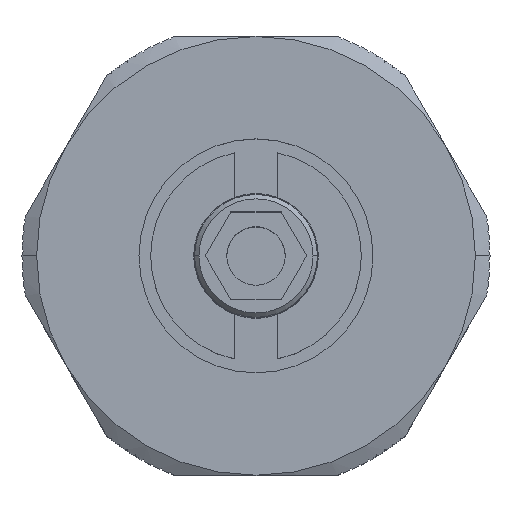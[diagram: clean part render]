
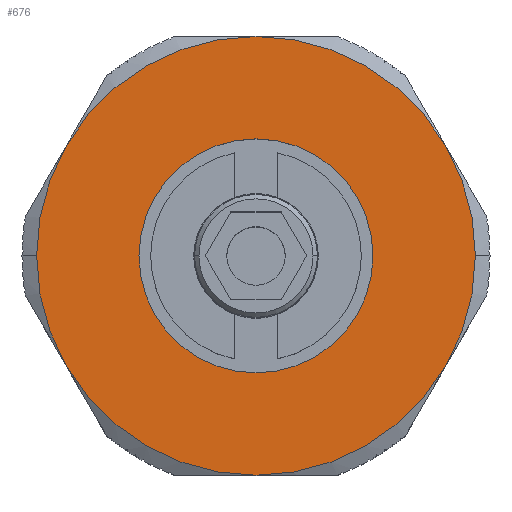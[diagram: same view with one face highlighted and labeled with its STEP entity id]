
A CAD part, top view. The second image highlights one B-rep face of the part: STEP entity #676.
In plain terms, the highlighted planar face has unit normal (0, 0, 1).
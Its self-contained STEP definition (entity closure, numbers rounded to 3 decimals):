
#676=ADVANCED_FACE('',(#1364,#1365),#1366,.T.);
#1364=FACE_BOUND('',#2059,.T.);
#1365=FACE_OUTER_BOUND('',#2060,.T.);
#1366=PLANE('',#2061);
#2059=EDGE_LOOP('',(#4132,#4133));
#2060=EDGE_LOOP('',(#4134,#4135,#4136,#4137,#4138,#4139,#4140,#4141));
#2061=AXIS2_PLACEMENT_3D('',#4142,#4143,#4144);
#4132=ORIENTED_EDGE('',*,*,#4369,.T.);
#4133=ORIENTED_EDGE('',*,*,#4478,.T.);
#4134=ORIENTED_EDGE('',*,*,#4664,.T.);
#4135=ORIENTED_EDGE('',*,*,#4346,.T.);
#4136=ORIENTED_EDGE('',*,*,#4582,.T.);
#4137=ORIENTED_EDGE('',*,*,#5073,.T.);
#4138=ORIENTED_EDGE('',*,*,#4295,.T.);
#4139=ORIENTED_EDGE('',*,*,#4966,.T.);
#4140=ORIENTED_EDGE('',*,*,#4882,.T.);
#4141=ORIENTED_EDGE('',*,*,#4773,.T.);
#4142=CARTESIAN_POINT('',(7.5,0.,53.6));
#4143=DIRECTION('',(-0.0,0.,1.0));
#4144=DIRECTION('',(1.0,0.0,0.0));
#4295=EDGE_CURVE('',#5174,#5171,#5175,.T.);
#4346=EDGE_CURVE('',#5241,#5269,#5271,.T.);
#4369=EDGE_CURVE('',#5312,#5309,#5313,.T.);
#4478=EDGE_CURVE('',#5309,#5312,#5471,.T.);
#4582=EDGE_CURVE('',#5269,#5626,#5628,.T.);
#4664=EDGE_CURVE('',#5737,#5241,#5738,.T.);
#4773=EDGE_CURVE('',#5900,#5737,#5901,.T.);
#4882=EDGE_CURVE('',#6063,#5900,#6064,.T.);
#4966=EDGE_CURVE('',#5171,#6063,#6175,.T.);
#5073=EDGE_CURVE('',#5626,#5174,#6333,.T.);
#5171=VERTEX_POINT('',#6578);
#5174=VERTEX_POINT('',#6582);
#5175=CIRCLE('',#6583,15.0);
#5241=VERTEX_POINT('',#6818);
#5269=VERTEX_POINT('',#6919);
#5271=CIRCLE('',#6932,15.0);
#5309=VERTEX_POINT('',#7056);
#5312=VERTEX_POINT('',#7060);
#5313=CIRCLE('',#7061,8.0);
#5471=CIRCLE('',#7264,8.0);
#5626=VERTEX_POINT('',#7753);
#5628=CIRCLE('',#7766,15.0);
#5737=VERTEX_POINT('',#8066);
#5738=CIRCLE('',#8067,15.0);
#5900=VERTEX_POINT('',#8587);
#5901=CIRCLE('',#8588,15.0);
#6063=VERTEX_POINT('',#9108);
#6064=CIRCLE('',#9109,15.0);
#6175=CIRCLE('',#9422,15.0);
#6333=CIRCLE('',#9927,15.0);
#6578=CARTESIAN_POINT('',(-15.0,0.,53.6));
#6582=CARTESIAN_POINT('',(-12.99,7.5,53.6));
#6583=AXIS2_PLACEMENT_3D('',#10167,#10168,#10169);
#6818=CARTESIAN_POINT('',(15.0,0.,53.6));
#6919=CARTESIAN_POINT('',(12.99,7.5,53.6));
#6932=AXIS2_PLACEMENT_3D('',#10222,#10223,#10224);
#7056=CARTESIAN_POINT('',(8.0,0.,53.6));
#7060=CARTESIAN_POINT('',(-8.0,0.,53.6));
#7061=AXIS2_PLACEMENT_3D('',#10247,#10248,#10249);
#7264=AXIS2_PLACEMENT_3D('',#10391,#10392,#10393);
#7753=CARTESIAN_POINT('',(0.0,15.0,53.6));
#7766=AXIS2_PLACEMENT_3D('',#10472,#10473,#10474);
#8066=CARTESIAN_POINT('',(12.99,-7.5,53.6));
#8067=AXIS2_PLACEMENT_3D('',#10533,#10534,#10535);
#8587=CARTESIAN_POINT('',(0.,-15.0,53.6));
#8588=AXIS2_PLACEMENT_3D('',#10619,#10620,#10621);
#9108=CARTESIAN_POINT('',(-12.99,-7.5,53.6));
#9109=AXIS2_PLACEMENT_3D('',#10705,#10706,#10707);
#9422=AXIS2_PLACEMENT_3D('',#10769,#10770,#10771);
#9927=AXIS2_PLACEMENT_3D('',#10852,#10853,#10854);
#10167=CARTESIAN_POINT('',(0.0,0.,53.6));
#10168=DIRECTION('',(-0.0,0.,1.0));
#10169=DIRECTION('',(1.0,0.0,0.0));
#10222=CARTESIAN_POINT('',(0.0,0.,53.6));
#10223=DIRECTION('',(-0.0,0.,1.0));
#10224=DIRECTION('',(1.0,0.0,0.0));
#10247=CARTESIAN_POINT('',(0.0,0.0,53.6));
#10248=DIRECTION('',(0.0,0.,-1.0));
#10249=DIRECTION('',(1.0,0.0,0.0));
#10391=CARTESIAN_POINT('',(0.0,0.0,53.6));
#10392=DIRECTION('',(0.0,0.,-1.0));
#10393=DIRECTION('',(1.0,0.0,0.0));
#10472=CARTESIAN_POINT('',(0.0,0.,53.6));
#10473=DIRECTION('',(-0.0,0.,1.0));
#10474=DIRECTION('',(1.0,0.0,0.0));
#10533=CARTESIAN_POINT('',(0.0,0.,53.6));
#10534=DIRECTION('',(-0.0,0.,1.0));
#10535=DIRECTION('',(1.0,0.0,0.0));
#10619=CARTESIAN_POINT('',(0.0,0.,53.6));
#10620=DIRECTION('',(-0.0,0.,1.0));
#10621=DIRECTION('',(1.0,0.0,0.0));
#10705=CARTESIAN_POINT('',(0.0,0.,53.6));
#10706=DIRECTION('',(-0.0,0.,1.0));
#10707=DIRECTION('',(1.0,0.0,0.0));
#10769=CARTESIAN_POINT('',(0.0,0.,53.6));
#10770=DIRECTION('',(-0.0,0.,1.0));
#10771=DIRECTION('',(1.0,0.0,0.0));
#10852=CARTESIAN_POINT('',(0.0,0.,53.6));
#10853=DIRECTION('',(-0.0,0.,1.0));
#10854=DIRECTION('',(1.0,0.0,0.0));
